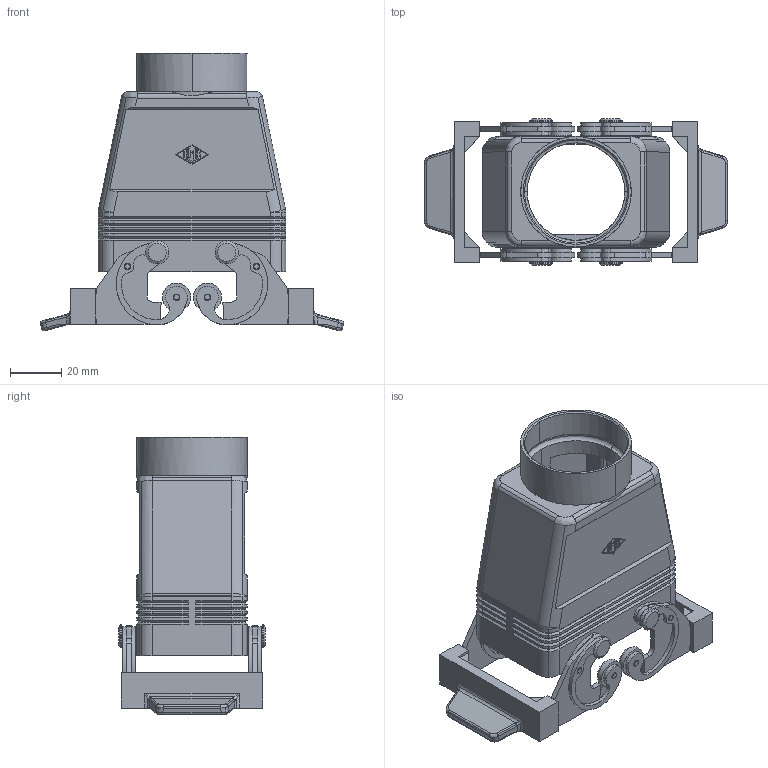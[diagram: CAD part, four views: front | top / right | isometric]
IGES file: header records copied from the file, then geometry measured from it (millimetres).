
Global section: file name: No Iges File Name specified; native system: AutoDesk Inventor R6.1; preprocessor: AutoDesk Inventor Iges Exporter R6.1; author: No Author specified; organization: No Organization specified; date: 20061221.112900; units: millimetre
Bounding box: 118.09 x 57 x 108.1 mm (x, y, z)
Volume: 76892.1 mm3; surface area: 51898.9 mm2
Topology: 1 solids, 5 shells, 850 faces, 2170 edges, 1356 vertices
Faces by surface type: bspline 277, plane 251, cylinder 168, cone 70, revolution 64, torus 16, sphere 4
